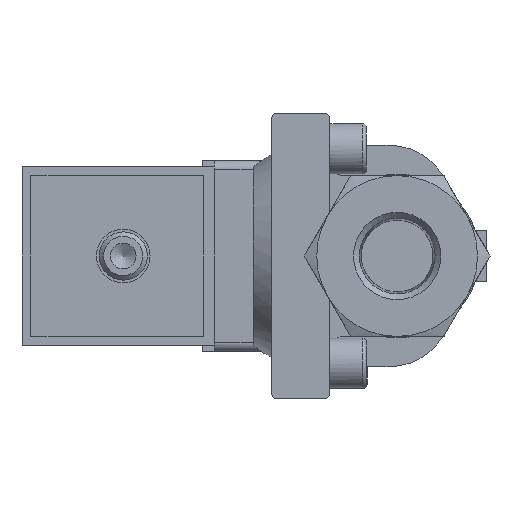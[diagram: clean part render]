
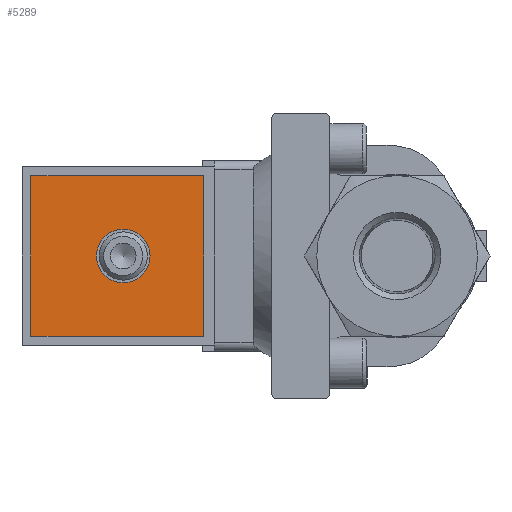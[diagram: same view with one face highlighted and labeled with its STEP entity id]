
A CAD part, left-side view. The second image highlights one B-rep face of the part: STEP entity #5289.
In plain terms, the highlighted planar face has unit normal (-1, 0, 0).
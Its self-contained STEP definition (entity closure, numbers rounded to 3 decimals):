
#110=LINE('',#6977,#430);
#113=LINE('',#6983,#433);
#116=LINE('',#6989,#436);
#119=LINE('',#6994,#439);
#430=VECTOR('',#5932,1000.);
#433=VECTOR('',#5937,1000.);
#436=VECTOR('',#5942,1000.);
#439=VECTOR('',#5947,1000.);
#757=PLANE('',#5537);
#981=ORIENTED_EDGE('',*,*,#2022,.T.);
#982=ORIENTED_EDGE('',*,*,#2037,.F.);
#983=ORIENTED_EDGE('',*,*,#2046,.F.);
#984=ORIENTED_EDGE('',*,*,#2043,.F.);
#985=ORIENTED_EDGE('',*,*,#2040,.F.);
#2022=EDGE_CURVE('',#2563,#2563,#2927,.T.);
#2037=EDGE_CURVE('',#2579,#2580,#110,.T.);
#2040=EDGE_CURVE('',#2580,#2582,#113,.T.);
#2043=EDGE_CURVE('',#2582,#2584,#116,.T.);
#2046=EDGE_CURVE('',#2584,#2579,#119,.T.);
#2563=VERTEX_POINT('',#6933);
#2579=VERTEX_POINT('',#6976);
#2580=VERTEX_POINT('',#6978);
#2582=VERTEX_POINT('',#6984);
#2584=VERTEX_POINT('',#6990);
#2927=CIRCLE('',#5508,4.45);
#3093=EDGE_LOOP('',(#981));
#3094=EDGE_LOOP('',(#982,#983,#984,#985));
#3372=FACE_BOUND('',#3093,.T.);
#3373=FACE_BOUND('',#3094,.T.);
#5289=ADVANCED_FACE('',(#3372,#3373),#757,.F.);
#5508=AXIS2_PLACEMENT_3D('',#6932,#5878,#5879);
#5537=AXIS2_PLACEMENT_3D('',#6995,#5948,#5949);
#5878=DIRECTION('',(1.,0.,0.));
#5879=DIRECTION('',(0.,0.,-1.));
#5932=DIRECTION('',(0.,-1.,0.));
#5937=DIRECTION('',(0.,0.,-1.));
#5942=DIRECTION('',(0.,1.,0.));
#5947=DIRECTION('',(0.,0.,1.));
#5948=DIRECTION('',(1.,0.,0.));
#5949=DIRECTION('',(0.,0.,-1.));
#6932=CARTESIAN_POINT('',(1.4,46.,0.));
#6933=CARTESIAN_POINT('',(1.4,46.,-4.45));
#6976=CARTESIAN_POINT('',(1.4,61.5,13.5));
#6977=CARTESIAN_POINT('',(1.4,61.5,13.5));
#6978=CARTESIAN_POINT('',(1.4,32.5,13.5));
#6983=CARTESIAN_POINT('',(1.4,32.5,13.5));
#6984=CARTESIAN_POINT('',(1.4,32.5,-13.5));
#6989=CARTESIAN_POINT('',(1.4,32.5,-13.5));
#6990=CARTESIAN_POINT('',(1.4,61.5,-13.5));
#6994=CARTESIAN_POINT('',(1.4,61.5,-13.5));
#6995=CARTESIAN_POINT('',(1.4,0.,0.));
